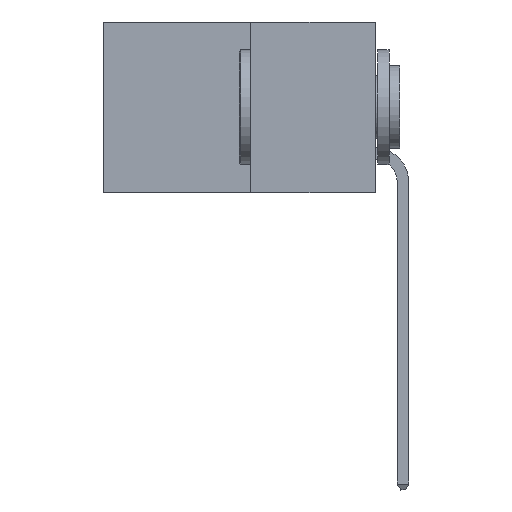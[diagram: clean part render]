
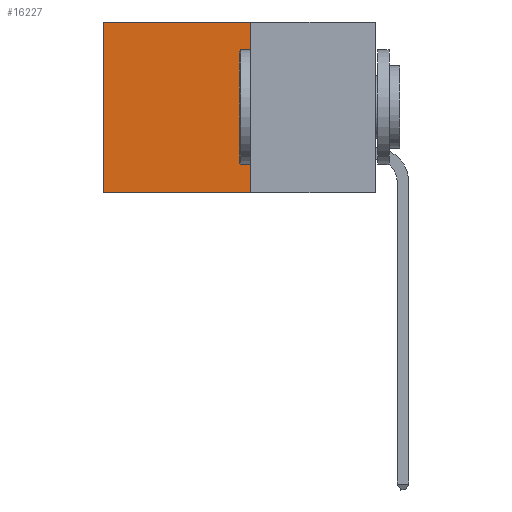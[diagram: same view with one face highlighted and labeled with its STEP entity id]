
A CAD part, left-side view. The second image highlights one B-rep face of the part: STEP entity #16227.
In plain terms, the highlighted planar face has unit normal (-1, 0, 0).
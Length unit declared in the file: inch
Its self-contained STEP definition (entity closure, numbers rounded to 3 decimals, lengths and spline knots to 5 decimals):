
#33 = DIRECTION ( 'NONE',  ( 0., 0., -1. ) ) ;
#206 = CARTESIAN_POINT ( 'NONE',  ( 0.277, 0.27, -0.37 ) ) ;
#321 = LINE ( 'NONE', #3875, #3280 ) ;
#580 = EDGE_CURVE ( 'NONE', #13403, #8741, #10531, .T. ) ;
#2558 = DIRECTION ( 'NONE',  ( 0., 1., 0. ) ) ;
#2819 = ORIENTED_EDGE ( 'NONE', *, *, #6583, .F. ) ;
#2907 = VECTOR ( 'NONE', #5562, 39.37008 ) ;
#3280 = VECTOR ( 'NONE', #2558, 39.37008 ) ;
#3651 = VERTEX_POINT ( 'NONE', #15609 ) ;
#3875 = CARTESIAN_POINT ( 'NONE',  ( 0.277, 0.27, 0. ) ) ;
#4080 = ORIENTED_EDGE ( 'NONE', *, *, #13389, .F. ) ;
#4158 = ORIENTED_EDGE ( 'NONE', *, *, #12606, .T. ) ;
#4513 = VECTOR ( 'NONE', #13507, 39.37008 ) ;
#5232 = PLANE ( 'NONE',  #13332 ) ;
#5298 = DIRECTION ( 'NONE',  ( 1., 0., 0. ) ) ;
#5562 = DIRECTION ( 'NONE',  ( 0., 1., 0. ) ) ;
#5926 = CARTESIAN_POINT ( 'NONE',  ( 0.277, 0.27, -0.37 ) ) ;
#6583 = EDGE_CURVE ( 'NONE', #10248, #8741, #10194, .T. ) ;
#6777 = VECTOR ( 'NONE', #33, 39.37008 ) ;
#8741 = VERTEX_POINT ( 'NONE', #10465 ) ;
#9179 = CARTESIAN_POINT ( 'NONE',  ( 0.277, 0.59, -0.37 ) ) ;
#9688 = CARTESIAN_POINT ( 'NONE',  ( 0.277, 0.59, 0. ) ) ;
#10194 = LINE ( 'NONE', #5926, #2907 ) ;
#10248 = VERTEX_POINT ( 'NONE', #206 ) ;
#10465 = CARTESIAN_POINT ( 'NONE',  ( 0.277, 0.59, -0.37 ) ) ;
#10531 = LINE ( 'NONE', #9179, #6777 ) ;
#12205 = CARTESIAN_POINT ( 'NONE',  ( 0.277, 0.27, -0.37 ) ) ;
#12606 = EDGE_CURVE ( 'NONE', #3651, #13403, #321, .T. ) ;
#12931 = CARTESIAN_POINT ( 'NONE',  ( 0.277, 0.27, -0.37 ) ) ;
#13332 = AXIS2_PLACEMENT_3D ( 'NONE', #12931, #5298, #14235 ) ;
#13389 = EDGE_CURVE ( 'NONE', #3651, #10248, #14763, .T. ) ;
#13403 = VERTEX_POINT ( 'NONE', #9688 ) ;
#13507 = DIRECTION ( 'NONE',  ( 0., 0., -1. ) ) ;
#13853 = EDGE_LOOP ( 'NONE', ( #15669, #2819, #4080, #4158 ) ) ;
#14235 = DIRECTION ( 'NONE',  ( 0., 0., -1. ) ) ;
#14763 = LINE ( 'NONE', #12205, #4513 ) ;
#15104 = FACE_OUTER_BOUND ( 'NONE', #13853, .T. ) ;
#15609 = CARTESIAN_POINT ( 'NONE',  ( 0.277, 0.27, 0. ) ) ;
#15669 = ORIENTED_EDGE ( 'NONE', *, *, #580, .T. ) ;
#16227 = ADVANCED_FACE ( 'NONE', ( #15104 ), #5232, .F. ) ;
